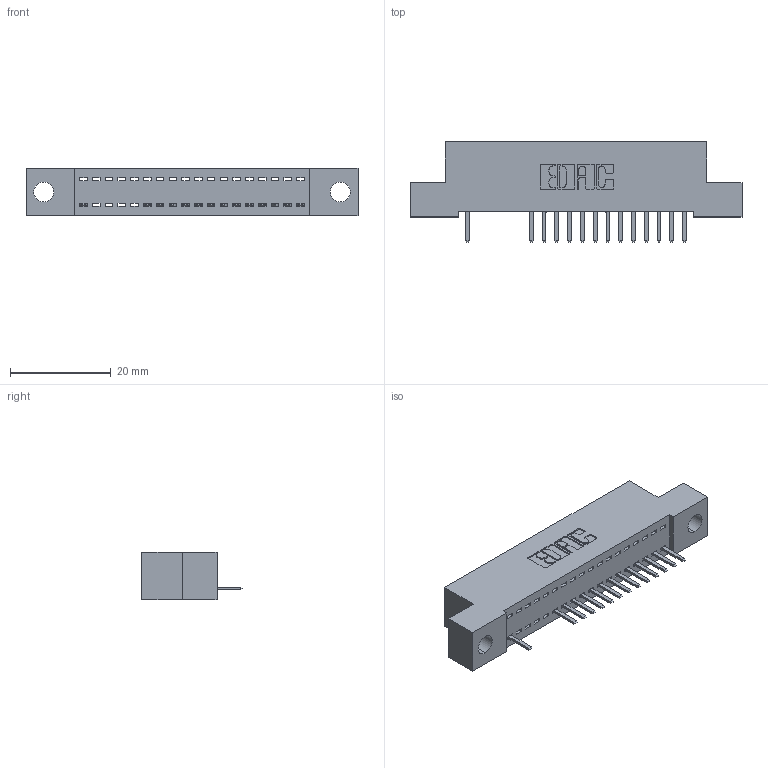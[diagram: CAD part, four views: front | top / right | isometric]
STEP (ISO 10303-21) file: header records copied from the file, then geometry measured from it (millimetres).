
FILE_DESCRIPTION (( 'STEP AP203' ), '1' );
FILE_NAME ('392-018-520-104.STEP', '2018-08-15T03:31:25', ( '' ), ( '' ), 'SwSTEP 2.0', 'SolidWorks 2016', '' );
FILE_SCHEMA (( 'CONFIG_CONTROL_DESIGN' ));
Length unit declared in the file: inch
Products named in the file (3): 392-018-520-104; 342 Part_.156 TH; 345-292-001_345-293-120
Assembly tree (15 placements, depth 2):
  392-018-520-104
    342 Part_.156 TH
    345-292-001_345-293-120  x14
Bounding box: 66.04 x 20.02 x 9.4 mm (x, y, z)
Volume: 5528.9 mm3; surface area: 7123.8 mm2
Topology: 15 solids, 15 shells, 1026 faces, 3043 edges, 1990 vertices
Faces by surface type: plane 730, cylinder 296
Entity records: 13965 total; most frequent: CARTESIAN_POINT 2448, ORIENTED_EDGE 2394, DIRECTION 2097, EDGE_CURVE 1197, VECTOR 1065, LINE 1065, VERTEX_POINT 794, AXIS2_PLACEMENT_3D 516
